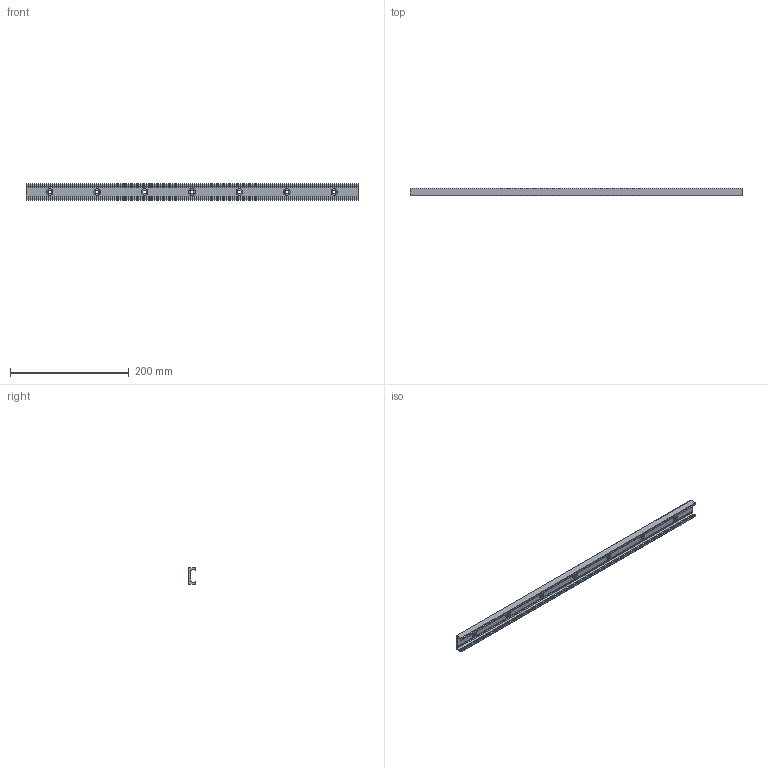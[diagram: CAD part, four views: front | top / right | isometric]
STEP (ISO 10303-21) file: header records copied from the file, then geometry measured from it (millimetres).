
FILE_DESCRIPTION((''),'2;1');
FILE_NAME('LCX 28H-0560.C.stp','2016-04-28T08:16:10',('MRathmann'),(''),'Autodesk Inventor 2012','Autodesk Inventor 2012','');
FILE_SCHEMA(('CONFIG_CONTROL_DESIGN'));
Length unit declared in the file: millimetre
Products named in the file (1): LCX 28H-0560.C
Bounding box: 560 x 12.3 x 28 mm (x, y, z)
Volume: 90546.5 mm3; surface area: 54534.5 mm2
Topology: 1 solids, 1 shells, 45 faces, 115 edges, 79 vertices
Faces by surface type: cylinder 25, plane 20
Full cylindrical faces by diameter (mm): 6.4 x7, 11 x7
Entity records: 1316 total; most frequent: DIRECTION 236, CARTESIAN_POINT 212, ORIENTED_EDGE 188, AXIS2_PLACEMENT_3D 96, EDGE_CURVE 94, EDGE_LOOP 80, VERTEX_POINT 72, CIRCLE 50
